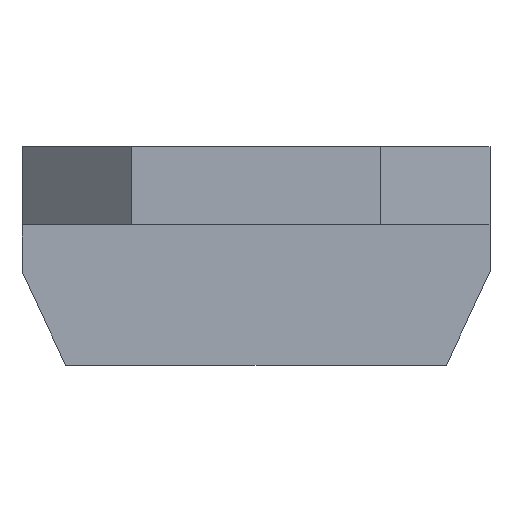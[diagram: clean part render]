
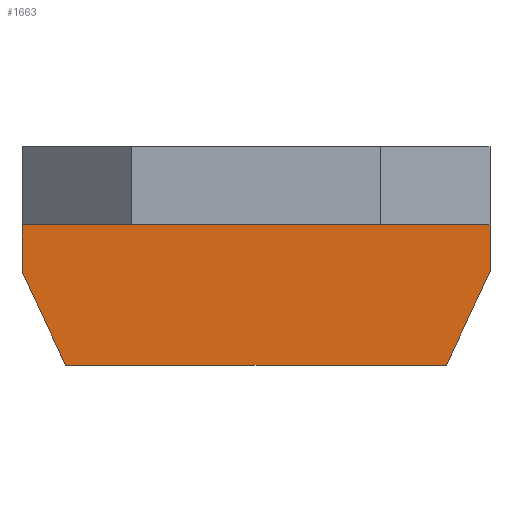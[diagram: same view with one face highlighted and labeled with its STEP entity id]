
A CAD part, front view. The second image highlights one B-rep face of the part: STEP entity #1663.
In plain terms, the highlighted planar face has unit normal (0, -1, 0).
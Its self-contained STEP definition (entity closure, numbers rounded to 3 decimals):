
#6 = CARTESIAN_POINT ( 'NONE',  ( 15., 11., -3. ) ) ;
#16 = LINE ( 'NONE', #836, #1554 ) ;
#55 = VERTEX_POINT ( 'NONE', #6 ) ;
#129 = CARTESIAN_POINT ( 'NONE',  ( -15., 11., -3. ) ) ;
#141 = ORIENTED_EDGE ( 'NONE', *, *, #462, .T. ) ;
#142 = EDGE_LOOP ( 'NONE', ( #393, #1041, #671, #956, #341, #141 ) ) ;
#195 = EDGE_CURVE ( 'NONE', #728, #55, #788, .T. ) ;
#206 = DIRECTION ( 'NONE',  ( 0., 0., 1. ) ) ;
#256 = CARTESIAN_POINT ( 'NONE',  ( 15., 11., -9. ) ) ;
#261 = AXIS2_PLACEMENT_3D ( 'NONE', #2105, #641, #1466 ) ;
#289 = VERTEX_POINT ( 'NONE', #493 ) ;
#341 = ORIENTED_EDGE ( 'NONE', *, *, #1679, .F. ) ;
#393 = ORIENTED_EDGE ( 'NONE', *, *, #409, .F. ) ;
#409 = EDGE_CURVE ( 'NONE', #728, #289, #1383, .T. ) ;
#459 = VERTEX_POINT ( 'NONE', #587 ) ;
#462 = EDGE_CURVE ( 'NONE', #1879, #289, #1573, .T. ) ;
#466 = DIRECTION ( 'NONE',  ( -1., 0., 0. ) ) ;
#493 = CARTESIAN_POINT ( 'NONE',  ( -12.202, 11., -9. ) ) ;
#582 = CARTESIAN_POINT ( 'NONE',  ( 15., 11., 0. ) ) ;
#587 = CARTESIAN_POINT ( 'NONE',  ( -15., 11., 0. ) ) ;
#635 = VECTOR ( 'NONE', #1411, 1000. ) ;
#641 = DIRECTION ( 'NONE',  ( 0., 1., 0. ) ) ;
#656 = DIRECTION ( 'NONE',  ( 0., 0., 1. ) ) ;
#670 = VECTOR ( 'NONE', #2062, 1000. ) ;
#671 = ORIENTED_EDGE ( 'NONE', *, *, #2108, .T. ) ;
#728 = VERTEX_POINT ( 'NONE', #1395 ) ;
#788 = LINE ( 'NONE', #1911, #670 ) ;
#815 = CARTESIAN_POINT ( 'NONE',  ( 15., 11., 0. ) ) ;
#836 = CARTESIAN_POINT ( 'NONE',  ( -15., 11., -9. ) ) ;
#956 = ORIENTED_EDGE ( 'NONE', *, *, #1948, .T. ) ;
#1041 = ORIENTED_EDGE ( 'NONE', *, *, #195, .T. ) ;
#1065 = DIRECTION ( 'NONE',  ( 0.423, 0., -0.906 ) ) ;
#1094 = PLANE ( 'NONE',  #261 ) ;
#1097 = VECTOR ( 'NONE', #656, 1000. ) ;
#1270 = LINE ( 'NONE', #582, #1571 ) ;
#1383 = LINE ( 'NONE', #256, #635 ) ;
#1395 = CARTESIAN_POINT ( 'NONE',  ( 12.202, 11., -9. ) ) ;
#1411 = DIRECTION ( 'NONE',  ( -1., 0., 0. ) ) ;
#1430 = FACE_OUTER_BOUND ( 'NONE', #142, .T. ) ;
#1466 = DIRECTION ( 'NONE',  ( -1., 0., 0. ) ) ;
#1554 = VECTOR ( 'NONE', #206, 1000. ) ;
#1571 = VECTOR ( 'NONE', #466, 1000. ) ;
#1573 = LINE ( 'NONE', #1876, #1715 ) ;
#1576 = VERTEX_POINT ( 'NONE', #815 ) ;
#1644 = CARTESIAN_POINT ( 'NONE',  ( 15., 11., -9. ) ) ;
#1663 = ADVANCED_FACE ( 'NONE', ( #1430 ), #1094, .F. ) ;
#1679 = EDGE_CURVE ( 'NONE', #1879, #459, #16, .T. ) ;
#1715 = VECTOR ( 'NONE', #1065, 1000. ) ;
#1876 = CARTESIAN_POINT ( 'NONE',  ( -12.202, 11., -9. ) ) ;
#1879 = VERTEX_POINT ( 'NONE', #129 ) ;
#1911 = CARTESIAN_POINT ( 'NONE',  ( 12.202, 11., -9. ) ) ;
#1948 = EDGE_CURVE ( 'NONE', #1576, #459, #1270, .T. ) ;
#1970 = LINE ( 'NONE', #1644, #1097 ) ;
#2062 = DIRECTION ( 'NONE',  ( 0.423, 0., 0.906 ) ) ;
#2105 = CARTESIAN_POINT ( 'NONE',  ( 15., 11., -9. ) ) ;
#2108 = EDGE_CURVE ( 'NONE', #55, #1576, #1970, .T. ) ;
